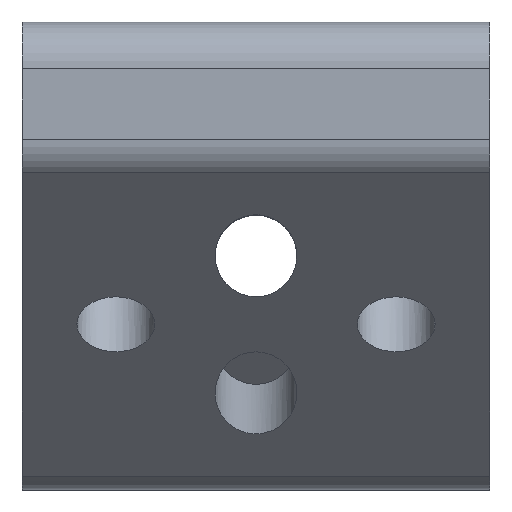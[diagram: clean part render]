
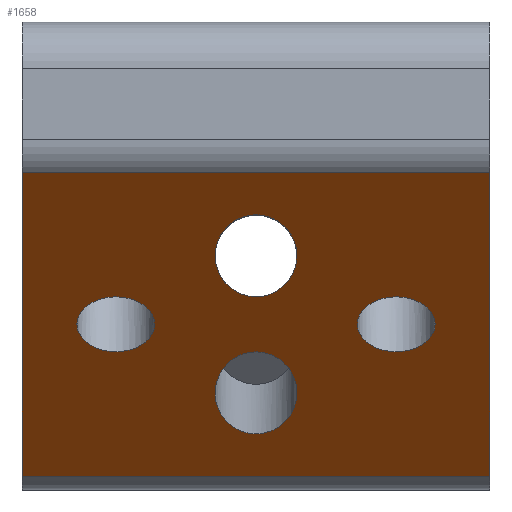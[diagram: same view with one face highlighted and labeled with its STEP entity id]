
A CAD part, top view. The second image highlights one B-rep face of the part: STEP entity #1658.
In plain terms, the highlighted planar face has unit normal (0, -0.707, 0.707).
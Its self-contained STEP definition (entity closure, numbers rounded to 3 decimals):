
#33=PLANE('',#1826);
#48=FACE_BOUND('',#205,.T.);
#49=FACE_BOUND('',#206,.T.);
#50=FACE_BOUND('',#207,.T.);
#51=FACE_BOUND('',#208,.T.);
#60=ELLIPSE('',#1721,4.95,3.5);
#61=ELLIPSE('',#1722,4.95,3.5);
#65=ELLIPSE('',#1734,4.95,3.5);
#66=ELLIPSE('',#1735,4.95,3.5);
#124=FACE_OUTER_BOUND('',#204,.T.);
#204=EDGE_LOOP('',(#1350,#1351,#1352,#1353));
#205=EDGE_LOOP('',(#1354,#1355));
#206=EDGE_LOOP('',(#1356,#1357));
#207=EDGE_LOOP('',(#1358,#1359));
#208=EDGE_LOOP('',(#1360,#1361));
#238=CIRCLE('',#1705,3.324);
#239=CIRCLE('',#1706,3.324);
#242=CIRCLE('',#1712,3.324);
#243=CIRCLE('',#1713,3.324);
#408=LINE('',#3196,#538);
#415=LINE('',#3222,#545);
#416=LINE('',#3224,#546);
#417=LINE('',#3225,#547);
#538=VECTOR('',#2186,10.);
#545=VECTOR('',#2221,10.);
#546=VECTOR('',#2222,10.);
#547=VECTOR('',#2223,10.);
#618=VERTEX_POINT('',#2415);
#619=VERTEX_POINT('',#2416);
#629=VERTEX_POINT('',#2564);
#630=VERTEX_POINT('',#2565);
#645=VERTEX_POINT('',#2725);
#646=VERTEX_POINT('',#2726);
#664=VERTEX_POINT('',#2906);
#665=VERTEX_POINT('',#2907);
#747=VERTEX_POINT('',#3193);
#748=VERTEX_POINT('',#3195);
#753=VERTEX_POINT('',#3221);
#754=VERTEX_POINT('',#3223);
#794=EDGE_CURVE('',#618,#619,#238,.T.);
#795=EDGE_CURVE('',#619,#618,#239,.T.);
#807=EDGE_CURVE('',#629,#630,#242,.T.);
#808=EDGE_CURVE('',#630,#629,#243,.T.);
#825=EDGE_CURVE('',#645,#646,#60,.T.);
#826=EDGE_CURVE('',#646,#645,#61,.T.);
#851=EDGE_CURVE('',#664,#665,#65,.T.);
#852=EDGE_CURVE('',#665,#664,#66,.T.);
#974=EDGE_CURVE('',#747,#748,#408,.T.);
#988=EDGE_CURVE('',#747,#753,#415,.T.);
#989=EDGE_CURVE('',#753,#754,#416,.T.);
#990=EDGE_CURVE('',#748,#754,#417,.T.);
#1350=ORIENTED_EDGE('',*,*,#988,.T.);
#1351=ORIENTED_EDGE('',*,*,#989,.T.);
#1352=ORIENTED_EDGE('',*,*,#990,.F.);
#1353=ORIENTED_EDGE('',*,*,#974,.F.);
#1354=ORIENTED_EDGE('',*,*,#794,.T.);
#1355=ORIENTED_EDGE('',*,*,#795,.T.);
#1356=ORIENTED_EDGE('',*,*,#807,.T.);
#1357=ORIENTED_EDGE('',*,*,#808,.T.);
#1358=ORIENTED_EDGE('',*,*,#825,.T.);
#1359=ORIENTED_EDGE('',*,*,#826,.T.);
#1360=ORIENTED_EDGE('',*,*,#851,.T.);
#1361=ORIENTED_EDGE('',*,*,#852,.T.);
#1658=ADVANCED_FACE('',(#124,#48,#49,#50,#51),#33,.T.);
#1705=AXIS2_PLACEMENT_3D('',#2417,#1884,#1885);
#1706=AXIS2_PLACEMENT_3D('',#2418,#1886,#1887);
#1712=AXIS2_PLACEMENT_3D('',#2566,#1901,#1902);
#1713=AXIS2_PLACEMENT_3D('',#2567,#1903,#1904);
#1721=AXIS2_PLACEMENT_3D('',#2727,#1921,#1922);
#1722=AXIS2_PLACEMENT_3D('',#2728,#1923,#1924);
#1734=AXIS2_PLACEMENT_3D('',#2908,#1951,#1952);
#1735=AXIS2_PLACEMENT_3D('',#2909,#1953,#1954);
#1826=AXIS2_PLACEMENT_3D('',#3220,#2219,#2220);
#1884=DIRECTION('center_axis',(0.,0.707,
-0.707));
#1885=DIRECTION('ref_axis',(1.,0.,0.));
#1886=DIRECTION('center_axis',(0.,0.707,
-0.707));
#1887=DIRECTION('ref_axis',(1.,0.,0.));
#1901=DIRECTION('center_axis',(0.,0.707,
-0.707));
#1902=DIRECTION('ref_axis',(1.,0.,0.));
#1903=DIRECTION('center_axis',(0.,0.707,
-0.707));
#1904=DIRECTION('ref_axis',(1.,0.,0.));
#1921=DIRECTION('center_axis',(0.,0.707,
-0.707));
#1922=DIRECTION('ref_axis',(0.,-0.707,-0.707));
#1923=DIRECTION('center_axis',(0.,0.707,
-0.707));
#1924=DIRECTION('ref_axis',(0.,-0.707,-0.707));
#1951=DIRECTION('center_axis',(0.,0.707,
-0.707));
#1952=DIRECTION('ref_axis',(0.,0.707,0.707));
#1953=DIRECTION('center_axis',(0.,0.707,
-0.707));
#1954=DIRECTION('ref_axis',(0.,0.707,0.707));
#2186=DIRECTION('',(1.,0.,0.));
#2219=DIRECTION('center_axis',(0.,-0.707,
0.707));
#2220=DIRECTION('ref_axis',(0.,0.707,0.707));
#2221=DIRECTION('',(0.,-0.707,-0.707));
#2222=DIRECTION('',(1.,0.,0.));
#2223=DIRECTION('',(0.,-0.707,-0.707));
#2415=CARTESIAN_POINT('',(15.324,-5.858,5.858));
#2416=CARTESIAN_POINT('',(8.677,-5.858,5.858));
#2417=CARTESIAN_POINT('Origin',(12.,-5.858,5.858));
#2418=CARTESIAN_POINT('Origin',(12.,-5.858,5.858));
#2564=CARTESIAN_POINT('',(-8.677,-5.858,5.858));
#2565=CARTESIAN_POINT('',(-15.324,-5.858,5.858));
#2566=CARTESIAN_POINT('Origin',(-12.,-5.858,5.858));
#2567=CARTESIAN_POINT('Origin',(-12.,-5.858,5.858));
#2725=CARTESIAN_POINT('',(0.,-8.216,3.5));
#2726=CARTESIAN_POINT('',(-3.5,-11.716,0.));
#2727=CARTESIAN_POINT('Origin',(0.,-11.716,0.));
#2728=CARTESIAN_POINT('Origin',(0.,-11.716,0.));
#2906=CARTESIAN_POINT('',(0.,-3.5,8.216));
#2907=CARTESIAN_POINT('',(3.5,0.,11.716));
#2908=CARTESIAN_POINT('Origin',(0.,0.,11.716));
#2909=CARTESIAN_POINT('Origin',(0.,0.,11.716));
#3193=CARTESIAN_POINT('',(-20.,7.113,18.828));
#3195=CARTESIAN_POINT('',(20.,7.113,18.828));
#3196=CARTESIAN_POINT('',(20.,7.113,18.828));
#3220=CARTESIAN_POINT('Origin',(20.,-18.828,-7.113));
#3221=CARTESIAN_POINT('',(-20.,-18.828,-7.113));
#3222=CARTESIAN_POINT('',(-20.,-12.343,-0.627));
#3223=CARTESIAN_POINT('',(20.,-18.828,-7.113));
#3224=CARTESIAN_POINT('',(20.,-18.828,-7.113));
#3225=CARTESIAN_POINT('',(20.,-12.343,-0.627));
